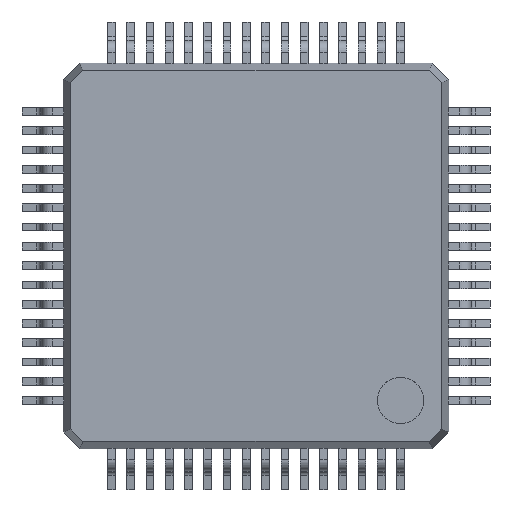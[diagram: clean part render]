
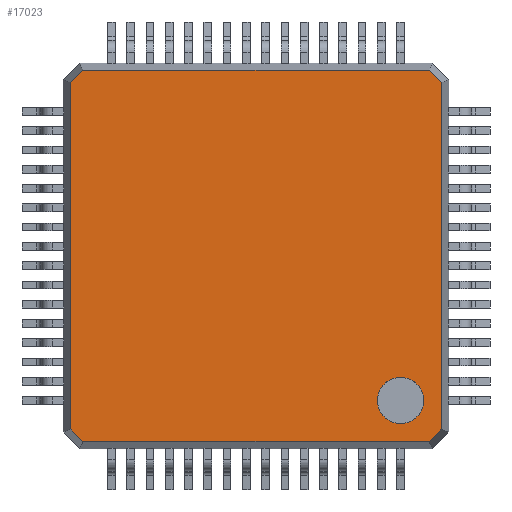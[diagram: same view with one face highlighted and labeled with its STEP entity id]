
A CAD part, top view. The second image highlights one B-rep face of the part: STEP entity #17023.
In plain terms, the highlighted planar face has unit normal (0, 0, 1).
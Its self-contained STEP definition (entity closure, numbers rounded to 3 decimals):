
#145=FACE_BOUND('',#1865,.T.);
#156=PLANE('',#18086);
#882=FACE_OUTER_BOUND('',#1864,.T.);
#1864=EDGE_LOOP('',(#11706,#11707,#11708,#11709,#11710,#11711,#11712,#11713));
#1865=EDGE_LOOP('',(#11714));
#2840=LINE('',#24612,#4873);
#2843=LINE('',#24618,#4876);
#2846=LINE('',#24624,#4879);
#2849=LINE('',#24630,#4882);
#2852=LINE('',#24636,#4885);
#2855=LINE('',#24642,#4888);
#2858=LINE('',#24648,#4891);
#2859=LINE('',#24650,#4892);
#4873=VECTOR('',#19585,10.);
#4876=VECTOR('',#19590,10.);
#4879=VECTOR('',#19595,10.);
#4882=VECTOR('',#19600,10.);
#4885=VECTOR('',#19605,10.);
#4888=VECTOR('',#19610,10.);
#4891=VECTOR('',#19615,10.);
#4892=VECTOR('',#19618,10.);
#6902=CIRCLE('',#18074,0.6);
#7416=VERTEX_POINT('',#24598);
#7419=VERTEX_POINT('',#24606);
#7421=VERTEX_POINT('',#24610);
#7423=VERTEX_POINT('',#24616);
#7425=VERTEX_POINT('',#24622);
#7427=VERTEX_POINT('',#24628);
#7429=VERTEX_POINT('',#24634);
#7431=VERTEX_POINT('',#24640);
#7433=VERTEX_POINT('',#24646);
#9114=EDGE_CURVE('',#7416,#7416,#6902,.T.);
#9120=EDGE_CURVE('',#7419,#7421,#2840,.T.);
#9123=EDGE_CURVE('',#7421,#7423,#2843,.T.);
#9126=EDGE_CURVE('',#7423,#7425,#2846,.T.);
#9129=EDGE_CURVE('',#7425,#7427,#2849,.T.);
#9132=EDGE_CURVE('',#7427,#7429,#2852,.T.);
#9135=EDGE_CURVE('',#7429,#7431,#2855,.T.);
#9138=EDGE_CURVE('',#7431,#7433,#2858,.T.);
#9139=EDGE_CURVE('',#7433,#7419,#2859,.T.);
#11706=ORIENTED_EDGE('',*,*,#9120,.T.);
#11707=ORIENTED_EDGE('',*,*,#9123,.T.);
#11708=ORIENTED_EDGE('',*,*,#9126,.T.);
#11709=ORIENTED_EDGE('',*,*,#9129,.T.);
#11710=ORIENTED_EDGE('',*,*,#9132,.T.);
#11711=ORIENTED_EDGE('',*,*,#9135,.T.);
#11712=ORIENTED_EDGE('',*,*,#9138,.T.);
#11713=ORIENTED_EDGE('',*,*,#9139,.T.);
#11714=ORIENTED_EDGE('',*,*,#9114,.T.);
#17023=ADVANCED_FACE('',(#882,#145),#156,.T.);
#18074=AXIS2_PLACEMENT_3D('',#24599,#19573,#19574);
#18086=AXIS2_PLACEMENT_3D('',#24653,#19622,#19623);
#19573=DIRECTION('center_axis',(0.,0.,-1.));
#19574=DIRECTION('ref_axis',(-1.,0.,0.));
#19585=DIRECTION('',(-0.707,0.707,0.));
#19590=DIRECTION('',(-1.,0.,0.));
#19595=DIRECTION('',(-0.707,-0.707,0.));
#19600=DIRECTION('',(0.,-1.,0.));
#19605=DIRECTION('',(0.707,-0.707,0.));
#19610=DIRECTION('',(1.,0.,0.));
#19615=DIRECTION('',(0.707,0.707,0.));
#19618=DIRECTION('',(0.,1.,0.));
#19622=DIRECTION('center_axis',(0.,0.,1.));
#19623=DIRECTION('ref_axis',(1.,0.,0.));
#24598=CARTESIAN_POINT('',(4.35,-3.75,1.6));
#24599=CARTESIAN_POINT('Origin',(3.75,-3.75,1.6));
#24606=CARTESIAN_POINT('',(4.812,4.488,1.6));
#24610=CARTESIAN_POINT('',(4.488,4.812,1.6));
#24612=CARTESIAN_POINT('',(4.65,4.65,1.6));
#24616=CARTESIAN_POINT('',(-4.488,4.812,1.6));
#24618=CARTESIAN_POINT('',(0.,4.812,1.6));
#24622=CARTESIAN_POINT('',(-4.812,4.488,1.6));
#24624=CARTESIAN_POINT('',(-4.65,4.65,1.6));
#24628=CARTESIAN_POINT('',(-4.812,-4.488,1.6));
#24630=CARTESIAN_POINT('',(-4.812,0.,1.6));
#24634=CARTESIAN_POINT('',(-4.488,-4.812,1.6));
#24636=CARTESIAN_POINT('',(-4.65,-4.65,1.6));
#24640=CARTESIAN_POINT('',(4.488,-4.812,1.6));
#24642=CARTESIAN_POINT('',(0.,-4.812,1.6));
#24646=CARTESIAN_POINT('',(4.812,-4.488,1.6));
#24648=CARTESIAN_POINT('',(4.65,-4.65,1.6));
#24650=CARTESIAN_POINT('',(4.812,0.,1.6));
#24653=CARTESIAN_POINT('Origin',(0.,0.,
1.6));
